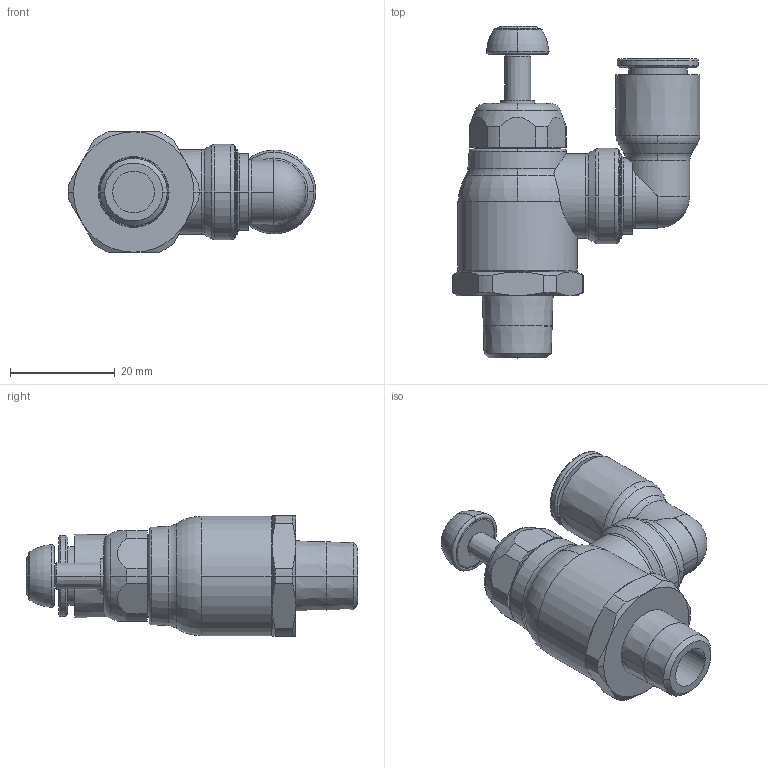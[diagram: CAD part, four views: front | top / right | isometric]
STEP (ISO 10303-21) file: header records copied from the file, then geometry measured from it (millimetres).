
FILE_DESCRIPTION(('STEP AP214'),'1');
FILE_NAME('7045_10_13.stp','2016-07-07T14:14:23',('TraceParts'),('TraceParts S.A.'),'Spatial InterOp 3D',' ',' ');
FILE_SCHEMA(('automotive_design'));
Length unit declared in the file: millimetre
Products named in the file (1): 1
Bounding box: 47.28 x 63.4 x 23 mm (x, y, z)
Volume: 21689.3 mm3; surface area: 7133.9 mm2
Topology: 1 solids, 2 shells, 180 faces, 464 edges, 301 vertices
Faces by surface type: cone 58, torus 49, cylinder 42, plane 31
Entity records: 6014 total; most frequent: CARTESIAN_POINT 1460, DIRECTION 1065, ORIENTED_EDGE 932, AXIS2_PLACEMENT_3D 478, EDGE_CURVE 466, VERTEX_POINT 303, CIRCLE 297, EDGE_LOOP 195
